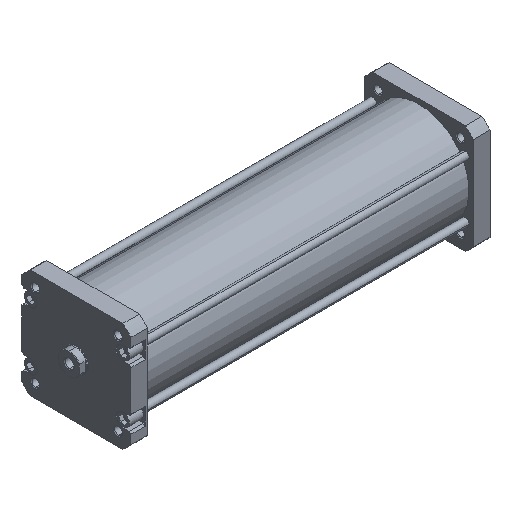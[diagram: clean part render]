
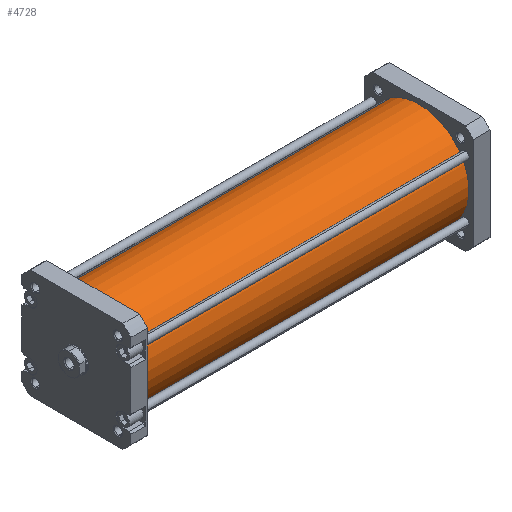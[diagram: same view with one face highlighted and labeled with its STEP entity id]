
A CAD part, isometric view. The second image highlights one B-rep face of the part: STEP entity #4728.
In plain terms, the highlighted cylindrical face has radius 66.5 mm (diameter 133 mm), a partial arc.
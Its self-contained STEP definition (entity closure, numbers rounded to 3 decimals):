
#1722 = VECTOR ( 'NONE', #2439, 1000. ) ;
#1724 = LINE ( 'NONE', #2438, #1722 ) ;
#1729 = CIRCLE ( 'NONE', #7612, 66.5 ) ;
#1731 = CIRCLE ( 'NONE', #7616, 66.5 ) ;
#1732 = LINE ( 'NONE', #2414, #1734 ) ;
#1734 = VECTOR ( 'NONE', #2434, 1000. ) ;
#2414 = CARTESIAN_POINT ( 'NONE',  ( -66.5, 0., 434. ) ) ;
#2419 = CARTESIAN_POINT ( 'NONE',  ( 0., 0., 0. ) ) ;
#2420 = DIRECTION ( 'NONE',  ( 0., 0., 1. ) ) ;
#2421 = DIRECTION ( 'NONE',  ( 1., 0., 0. ) ) ;
#2425 = CARTESIAN_POINT ( 'NONE',  ( 0., 0., 434. ) ) ;
#2426 = DIRECTION ( 'NONE',  ( 0., 0., 1. ) ) ;
#2427 = DIRECTION ( 'NONE',  ( 1., 0., 0. ) ) ;
#2434 = DIRECTION ( 'NONE',  ( 0., 0., -1. ) ) ;
#2438 = CARTESIAN_POINT ( 'NONE',  ( 66.5, 0., 434. ) ) ;
#2439 = DIRECTION ( 'NONE',  ( 0., 0., -1. ) ) ;
#3754 = VERTEX_POINT ( 'NONE', #3943 ) ;
#3761 = VERTEX_POINT ( 'NONE', #3895 ) ;
#3762 = VERTEX_POINT ( 'NONE', #3899 ) ;
#3895 = CARTESIAN_POINT ( 'NONE',  ( 66.5, 0., 0. ) ) ;
#3899 = CARTESIAN_POINT ( 'NONE',  ( -66.5, 0., 0. ) ) ;
#3938 = CARTESIAN_POINT ( 'NONE',  ( 66.5, 0., 434. ) ) ;
#3943 = CARTESIAN_POINT ( 'NONE',  ( -66.5, 0., 434. ) ) ;
#4088 = VERTEX_POINT ( 'NONE', #3938 ) ;
#4728 = ADVANCED_FACE ( 'NONE', ( #5008 ), #5002, .T. ) ;
#5002 = CYLINDRICAL_SURFACE ( 'NONE', #7235, 66.5 ) ;
#5008 = FACE_OUTER_BOUND ( 'NONE', #6163, .T. ) ;
#6018 = ORIENTED_EDGE ( 'NONE', *, *, #6849, .T. ) ;
#6019 = ORIENTED_EDGE ( 'NONE', *, *, #6854, .T. ) ;
#6020 = ORIENTED_EDGE ( 'NONE', *, *, #6851, .F. ) ;
#6021 = ORIENTED_EDGE ( 'NONE', *, *, #6856, .F. ) ;
#6163 = EDGE_LOOP ( 'NONE', ( #6021, #6020, #6019, #6018 ) ) ;
#6412 = DIRECTION ( 'NONE',  ( 0., 0., -1. ) ) ;
#6432 = DIRECTION ( 'NONE',  ( -1., 0., 0. ) ) ;
#6454 = CARTESIAN_POINT ( 'NONE',  ( 0., 0., 434. ) ) ;
#6849 = EDGE_CURVE ( 'NONE', #3762, #3761, #1729, .T. ) ;
#6851 = EDGE_CURVE ( 'NONE', #3754, #4088, #1731, .T. ) ;
#6854 = EDGE_CURVE ( 'NONE', #3754, #3762, #1732, .T. ) ;
#6856 = EDGE_CURVE ( 'NONE', #4088, #3761, #1724, .T. ) ;
#7235 = AXIS2_PLACEMENT_3D ( 'NONE', #6454, #6412, #6432 ) ;
#7612 = AXIS2_PLACEMENT_3D ( 'NONE', #2419, #2420, #2421 ) ;
#7616 = AXIS2_PLACEMENT_3D ( 'NONE', #2425, #2426, #2427 ) ;
